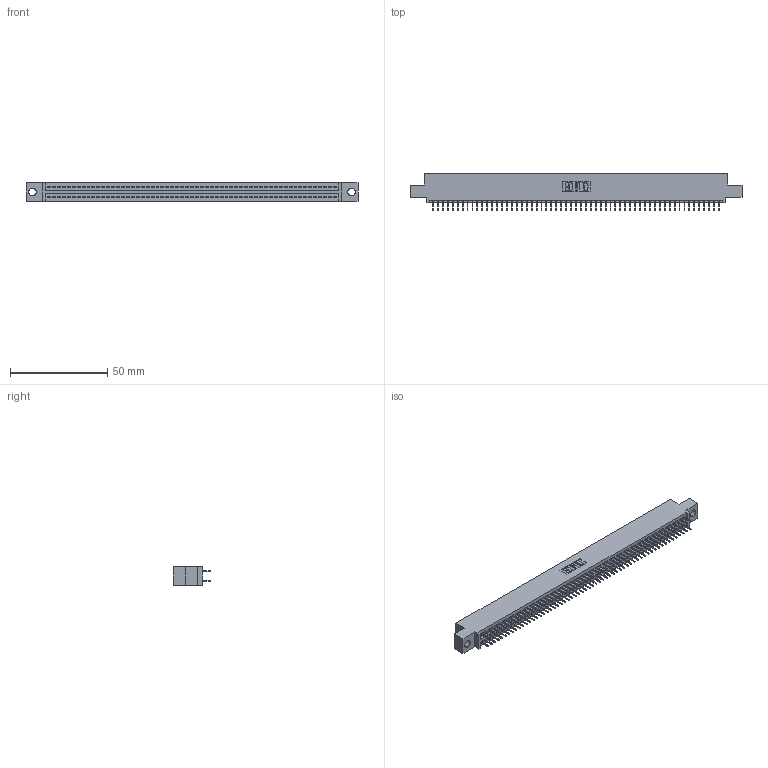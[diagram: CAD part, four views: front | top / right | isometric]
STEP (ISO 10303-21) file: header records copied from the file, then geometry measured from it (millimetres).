
FILE_DESCRIPTION (( 'STEP AP203' ), '1' );
FILE_NAME ('345-118-524-504.STEP', '2021-05-25T16:13:14', ( '' ), ( '' ), 'SwSTEP 2.0', 'SolidWorks 2020', '' );
FILE_SCHEMA (( 'CONFIG_CONTROL_DESIGN' ));
Length unit declared in the file: inch
Products named in the file (3): 345-118-524-504; 345-292-001_345-293-124; 345 Part_0.110 Offset - 0.156 Dia-TI
Assembly tree (119 placements, depth 2):
  345-118-524-504
    345 Part_0.110 Offset - 0.156 Dia-TI
    345-292-001_345-293-124  x118
Bounding box: 171.07 x 19.35 x 9.4 mm (x, y, z)
Volume: 16417.7 mm3; surface area: 24070.4 mm2
Topology: 119 solids, 119 shells, 6516 faces, 18443 edges, 11822 vertices
Faces by surface type: plane 4700, cylinder 1816
Entity records: 44629 total; most frequent: CARTESIAN_POINT 7470, ORIENTED_EDGE 7402, DIRECTION 6565, EDGE_CURVE 3701, LINE 3337, VECTOR 3337, VERTEX_POINT 2462, AXIS2_PLACEMENT_3D 1614
